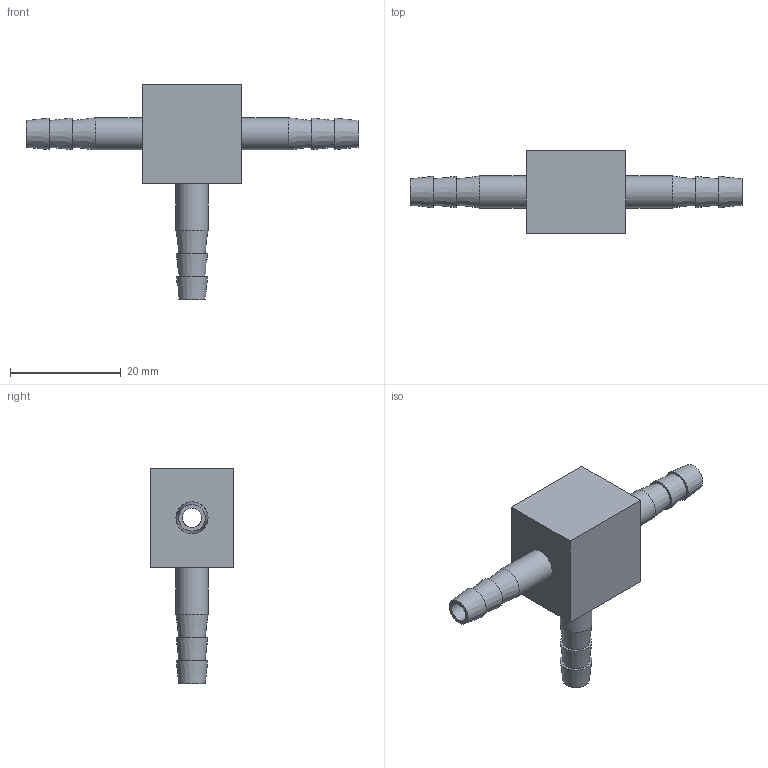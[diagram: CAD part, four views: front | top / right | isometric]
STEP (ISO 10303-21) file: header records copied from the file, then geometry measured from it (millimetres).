
FILE_DESCRIPTION(/* description */ (''),/* implementation_level */ '2;1');
FILE_NAME(/* name */ '3T350T40xx.stp',/* time_stamp */ '2018-01-24T15:57:51+01:00',/* author */ ('SoMue'),/* organization */ (''),/* preprocessor_version */ 'ST-DEVELOPER v17',/* originating_system */ 'Autodesk Inventor 2018',/* authorisation */ '');
FILE_SCHEMA (('CONFIG_CONTROL_DESIGN'));
Length unit declared in the file: millimetre
Products named in the file (1): 3T350T40xx
Bounding box: 60 x 15 x 39 mm (x, y, z)
Volume: 5500.3 mm3; surface area: 3772.4 mm2
Topology: 1 solids, 1 shells, 29 faces, 78 edges, 59 vertices
Faces by surface type: plane 15, cone 9, cylinder 5
Full cylindrical faces by diameter (mm): 3.5 x2, 5.8 x3
Entity records: 1018 total; most frequent: DIRECTION 189, CARTESIAN_POINT 167, ORIENTED_EDGE 156, AXIS2_PLACEMENT_3D 81, EDGE_CURVE 78, VERTEX_POINT 59, CIRCLE 48, EDGE_LOOP 41
